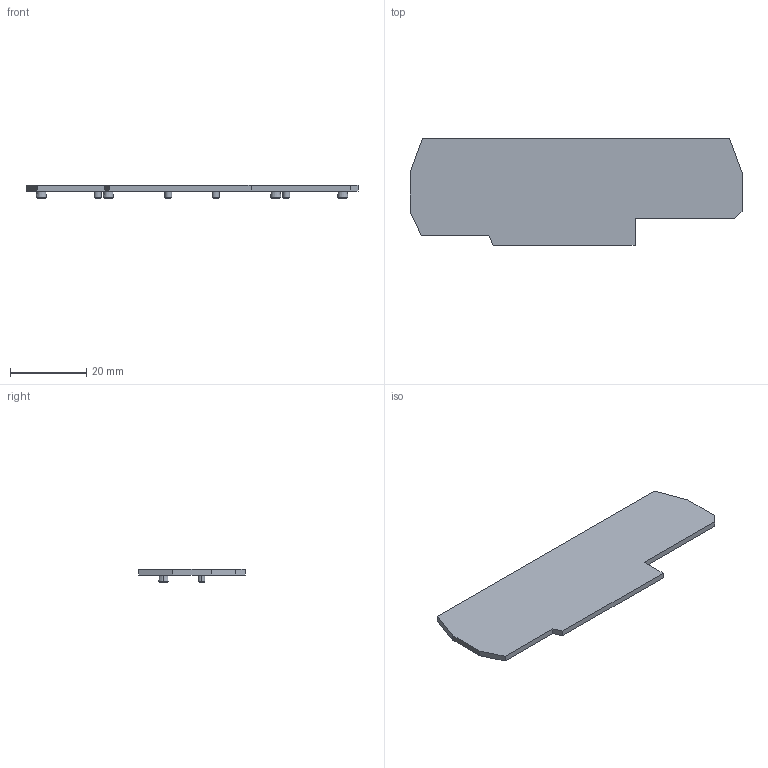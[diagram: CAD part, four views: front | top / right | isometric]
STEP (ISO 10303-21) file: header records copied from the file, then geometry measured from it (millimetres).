
FILE_DESCRIPTION (( 'STEP AP214' ), '1' );
FILE_NAME ('42015_DN-QEC12-2-2.step', '2014-05-28T15:17:24', ( '' ), ( '' ), 'SwSTEP 2.0', 'SolidWorks 2013', '' );
FILE_SCHEMA (( 'AUTOMOTIVE_DESIGN' ));
Length unit declared in the file: millimetre
Products named in the file (1): 42015_DN-QEC12-2-2
Bounding box: 87.2 x 28 x 3.5 mm (x, y, z)
Volume: 3256.4 mm3; surface area: 4788.1 mm2
Topology: 1 solids, 1 shells, 82 faces, 180 edges, 116 vertices
Faces by surface type: cone 32, plane 26, cylinder 8, sphere 8, torus 8
Entity records: 2326 total; most frequent: DIRECTION 450, CARTESIAN_POINT 379, ORIENTED_EDGE 360, AXIS2_PLACEMENT_3D 187, EDGE_CURVE 180, VERTEX_POINT 116, CIRCLE 104, EDGE_LOOP 98
